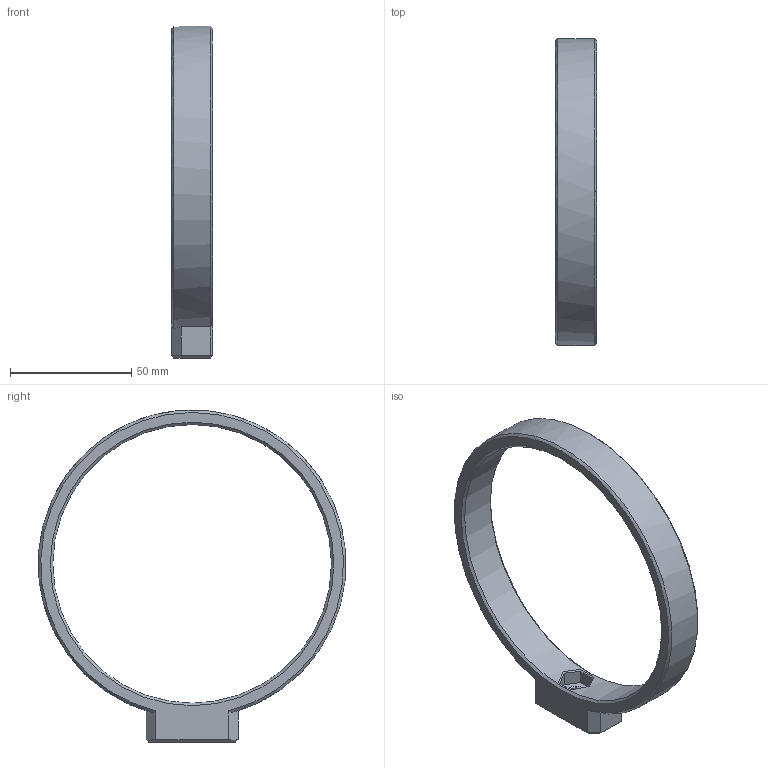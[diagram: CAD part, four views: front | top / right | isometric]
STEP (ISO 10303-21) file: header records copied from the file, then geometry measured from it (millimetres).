
FILE_DESCRIPTION(('HOOPS Exchange Step'),'2;1');
FILE_NAME('temp_export','2023-06-25T17:30:44-04:00',('gmoua'),('Shapr3D Limited'),'HOOPS Exchange 2022.2','Shapr3D','Authorized');
FILE_SCHEMA( ('AUTOMOTIVE_DESIGN { 1 0 10303 214 1 1 1 1 }') );
Length unit declared in the file: millimetre
Products named in the file (1): Tamron 300mm Collar
Bounding box: 17 x 126.81 x 137 mm (x, y, z)
Volume: 43702.1 mm3; surface area: 18148.5 mm2
Topology: 1 solids, 1 shells, 41 faces, 104 edges, 66 vertices
Faces by surface type: plane 24, cone 10, bspline 4, cylinder 3
Full cylindrical faces by diameter (mm): 7 x1, 115 x1
Entity records: 1291 total; most frequent: CARTESIAN_POINT 290, ORIENTED_EDGE 208, DIRECTION 193, EDGE_CURVE 104, AXIS2_PLACEMENT_3D 69, VERTEX_POINT 66, VECTOR 55, LINE 55
